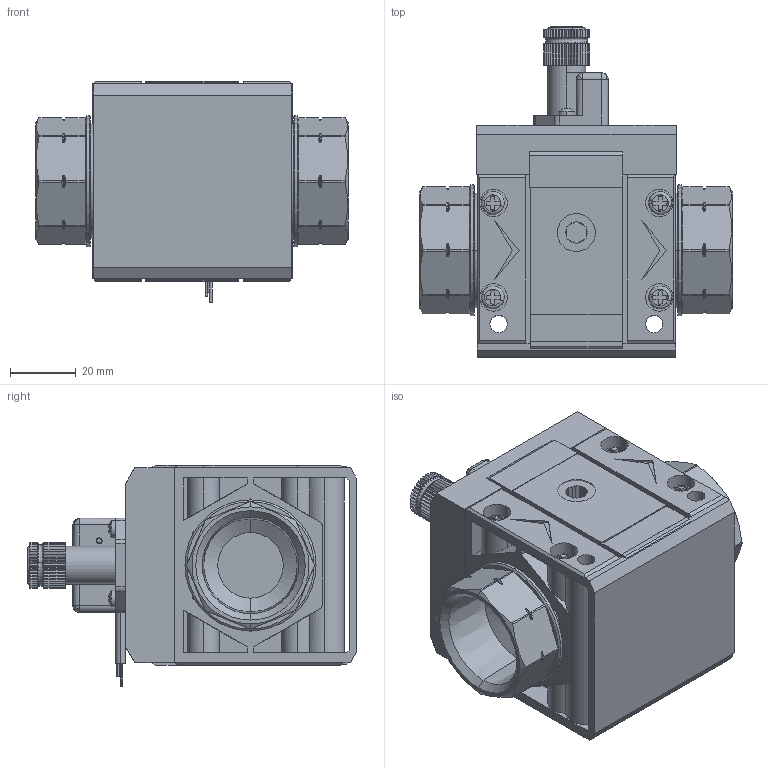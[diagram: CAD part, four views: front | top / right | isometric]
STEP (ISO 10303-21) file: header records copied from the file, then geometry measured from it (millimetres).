
FILE_DESCRIPTION (( 'STEP AP203' ), '1' );
FILE_NAME ('5U26S106.step', '2023-05-17T14:21:17', ( '' ), ( '' ), 'SwSTEP 2.0', 'SolidWorks 2021', '' );
FILE_SCHEMA (( 'CONFIG_CONTROL_DESIGN' ));
Length unit declared in the file: inch
Products named in the file (1): 5U26S106
Bounding box: 95.25 x 100.7 x 67.5 mm (x, y, z)
Volume: 219089.3 mm3; surface area: 78529.5 mm2
Topology: 13 solids, 13 shells, 1387 faces, 3795 edges, 2499 vertices
Faces by surface type: plane 702, cylinder 409, cone 160, bspline 116
Entity records: 49196 total; most frequent: CARTESIAN_POINT 14531, ORIENTED_EDGE 7578, DIRECTION 6893, EDGE_CURVE 3789, VERTEX_POINT 2499, AXIS2_PLACEMENT_3D 2445, VECTOR 2003, LINE 2003
